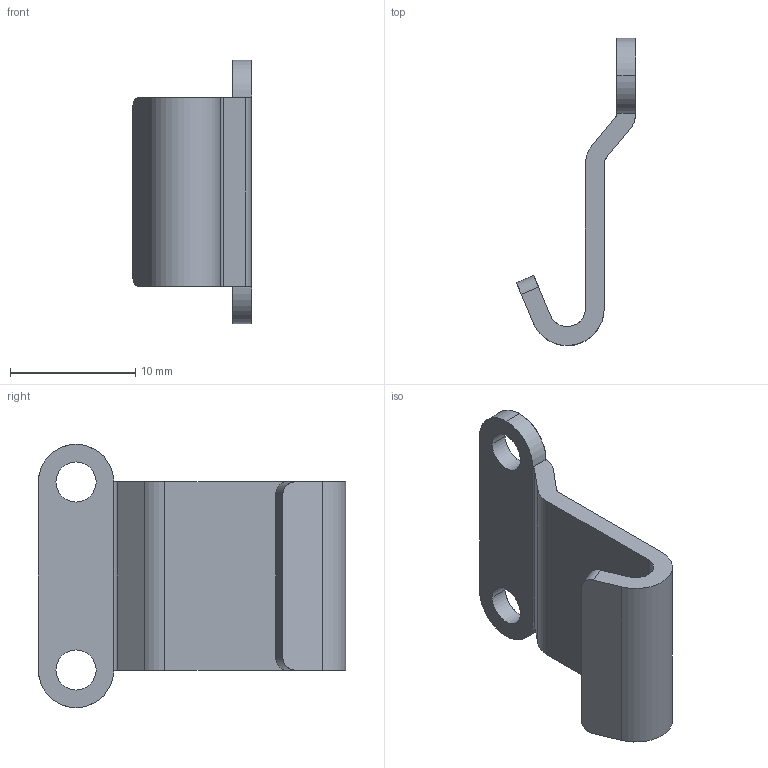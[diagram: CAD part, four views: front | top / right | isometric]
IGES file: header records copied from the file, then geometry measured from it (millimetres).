
Start section: SolidWorks IGES file using analytic representation for surfaces
Global section: file name: AC 105.IGS; native system: SolidWorks 2008; preprocessor: SolidWorks 2008; author: cbrechard; date: 110629.094526; units: millimetre
Bounding box: 9.5 x 24.5 x 21 mm (x, y, z)
Surface area: 1159 mm2 (no closed solid volume)
Topology: 0 solids, 0 shells, 28 faces, 420 edges, 420 vertices
Faces by surface type: revolution 16, bspline 12
